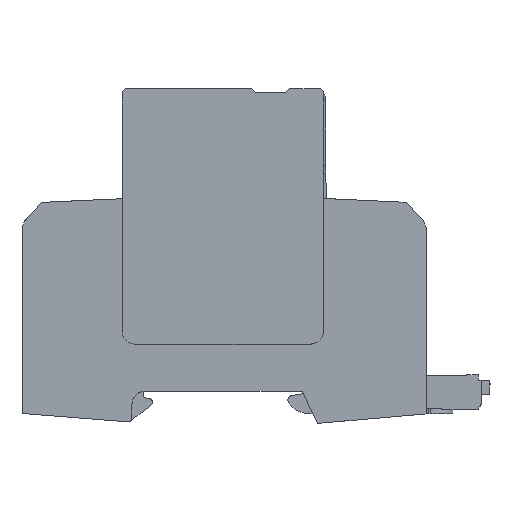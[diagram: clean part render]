
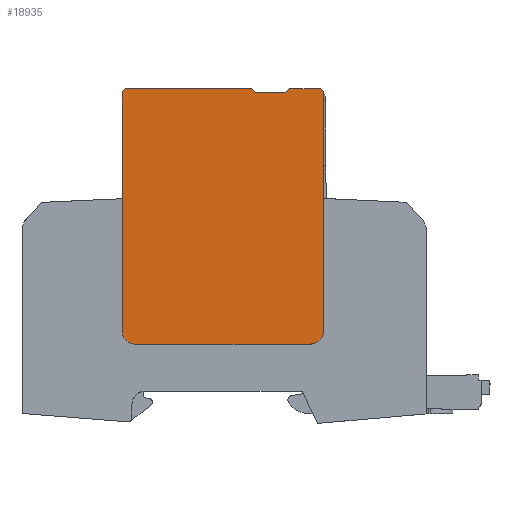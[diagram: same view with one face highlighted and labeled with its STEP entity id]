
A CAD part, left-side view. The second image highlights one B-rep face of the part: STEP entity #18935.
In plain terms, the highlighted planar face has unit normal (-1, 0, 0).
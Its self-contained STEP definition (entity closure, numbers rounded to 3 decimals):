
#18838=AXIS2_PLACEMENT_3D('Plane Axis2P3D',#18835,#18836,#18837) ;
#18653=CARTESIAN_POINT('Vertex',(0.,52.327,73.853)) ;
#18667=CARTESIAN_POINT('Vertex',(0.,53.227,74.753)) ;
#18670=CARTESIAN_POINT('Line Origine',(0.,52.777,74.303)) ;
#18808=CARTESIAN_POINT('Line Origine',(0.,81.752,74.378)) ;
#18812=CARTESIAN_POINT('Vertex',(0.,82.127,74.003)) ;
#18814=CARTESIAN_POINT('Vertex',(0.,81.377,74.753)) ;
#18835=CARTESIAN_POINT('Axis2P3D Location',(0.,81.127,17.703)) ;
#18841=CARTESIAN_POINT('Control Point',(0.,82.127,74.003)) ;
#18842=CARTESIAN_POINT('Control Point',(0.,82.127,63.343)) ;
#18843=CARTESIAN_POINT('Control Point',(0.,82.127,52.683)) ;
#18844=CARTESIAN_POINT('Control Point',(0.,82.127,42.023)) ;
#18845=CARTESIAN_POINT('Control Point',(0.,82.127,31.363)) ;
#18846=CARTESIAN_POINT('Control Point',(0.,82.127,20.703)) ;
#18847=CARTESIAN_POINT('Vertex',(0.,82.127,20.703)) ;
#18851=CARTESIAN_POINT('Control Point',(0.,82.127,20.703)) ;
#18852=CARTESIAN_POINT('Control Point',(0.,82.127,19.76)) ;
#18853=CARTESIAN_POINT('Control Point',(0.,81.758,18.817)) ;
#18854=CARTESIAN_POINT('Control Point',(0.,81.013,18.072)) ;
#18855=CARTESIAN_POINT('Control Point',(0.,80.07,17.703)) ;
#18856=CARTESIAN_POINT('Control Point',(0.,79.127,17.703)) ;
#18857=CARTESIAN_POINT('Vertex',(0.,79.127,17.703)) ;
#18861=CARTESIAN_POINT('Control Point',(0.,79.127,17.703)) ;
#18862=CARTESIAN_POINT('Control Point',(0.,71.327,17.703)) ;
#18863=CARTESIAN_POINT('Control Point',(0.,63.527,17.703)) ;
#18864=CARTESIAN_POINT('Control Point',(0.,55.727,17.703)) ;
#18865=CARTESIAN_POINT('Control Point',(0.,47.927,17.703)) ;
#18866=CARTESIAN_POINT('Control Point',(0.,40.127,17.703)) ;
#18867=CARTESIAN_POINT('Vertex',(0.,40.127,17.703)) ;
#18871=CARTESIAN_POINT('Control Point',(0.,40.127,17.703)) ;
#18872=CARTESIAN_POINT('Control Point',(0.,39.185,17.703)) ;
#18873=CARTESIAN_POINT('Control Point',(0.,38.241,18.072)) ;
#18874=CARTESIAN_POINT('Control Point',(0.,37.496,18.817)) ;
#18875=CARTESIAN_POINT('Control Point',(0.,37.127,19.76)) ;
#18876=CARTESIAN_POINT('Control Point',(0.,37.127,20.703)) ;
#18877=CARTESIAN_POINT('Vertex',(0.,37.127,20.703)) ;
#18881=CARTESIAN_POINT('Control Point',(0.,37.127,20.703)) ;
#18882=CARTESIAN_POINT('Control Point',(0.,37.127,31.363)) ;
#18883=CARTESIAN_POINT('Control Point',(0.,37.127,42.023)) ;
#18884=CARTESIAN_POINT('Control Point',(0.,37.127,52.683)) ;
#18885=CARTESIAN_POINT('Control Point',(0.,37.127,63.343)) ;
#18886=CARTESIAN_POINT('Control Point',(0.,37.127,74.003)) ;
#18887=CARTESIAN_POINT('Vertex',(0.,37.127,74.003)) ;
#18890=CARTESIAN_POINT('Line Origine',(0.,37.502,74.378)) ;
#18894=CARTESIAN_POINT('Vertex',(0.,37.877,74.753)) ;
#18897=CARTESIAN_POINT('Line Origine',(0.,41.302,74.753)) ;
#18901=CARTESIAN_POINT('Vertex',(0.,44.727,74.753)) ;
#18904=CARTESIAN_POINT('Line Origine',(0.,45.177,74.303)) ;
#18908=CARTESIAN_POINT('Vertex',(0.,45.627,73.853)) ;
#18911=CARTESIAN_POINT('Line Origine',(0.,48.977,73.853)) ;
#18916=CARTESIAN_POINT('Line Origine',(0.,67.302,74.753)) ;
#18671=DIRECTION('Vector Direction',(0.,0.707,0.707)) ;
#18809=DIRECTION('Vector Direction',(0.,-0.707,0.707)) ;
#18836=DIRECTION('Axis2P3D Direction',(-1.,0.,0.)) ;
#18837=DIRECTION('Axis2P3D XDirection',(0.,1.,0.)) ;
#18891=DIRECTION('Vector Direction',(0.,-0.707,-0.707)) ;
#18898=DIRECTION('Vector Direction',(0.,1.,0.)) ;
#18905=DIRECTION('Vector Direction',(0.,0.707,-0.707)) ;
#18912=DIRECTION('Vector Direction',(0.,1.,0.)) ;
#18917=DIRECTION('Vector Direction',(0.,1.,0.)) ;
#18672=VECTOR('Line Direction',#18671,1.) ;
#18810=VECTOR('Line Direction',#18809,1.) ;
#18892=VECTOR('Line Direction',#18891,1.) ;
#18899=VECTOR('Line Direction',#18898,1.) ;
#18906=VECTOR('Line Direction',#18905,1.) ;
#18913=VECTOR('Line Direction',#18912,1.) ;
#18918=VECTOR('Line Direction',#18917,1.) ;
#18922=ORIENTED_EDGE('',*,*,#18849,.T.) ;
#18923=ORIENTED_EDGE('',*,*,#18859,.T.) ;
#18924=ORIENTED_EDGE('',*,*,#18869,.T.) ;
#18925=ORIENTED_EDGE('',*,*,#18879,.T.) ;
#18926=ORIENTED_EDGE('',*,*,#18889,.T.) ;
#18927=ORIENTED_EDGE('',*,*,#18896,.F.) ;
#18928=ORIENTED_EDGE('',*,*,#18903,.T.) ;
#18929=ORIENTED_EDGE('',*,*,#18910,.T.) ;
#18930=ORIENTED_EDGE('',*,*,#18915,.T.) ;
#18931=ORIENTED_EDGE('',*,*,#18674,.T.) ;
#18932=ORIENTED_EDGE('',*,*,#18920,.T.) ;
#18933=ORIENTED_EDGE('',*,*,#18816,.F.) ;
#18935=ADVANCED_FACE('ABLEITER_1',(#18934),#18839,.T.) ;
#18840=B_SPLINE_CURVE_WITH_KNOTS('',5,(#18841,#18842,#18843,#18844,#18845,#18846),.UNSPECIFIED.,.F.,.U.,(6,6),(0.65,53.95),.UNSPECIFIED.) ;
#18850=B_SPLINE_CURVE_WITH_KNOTS('',5,(#18851,#18852,#18853,#18854,#18855,#18856),.UNSPECIFIED.,.F.,.U.,(6,6),(0.,4.965),.UNSPECIFIED.) ;
#18860=B_SPLINE_CURVE_WITH_KNOTS('',5,(#18861,#18862,#18863,#18864,#18865,#18866),.UNSPECIFIED.,.F.,.U.,(6,6),(0.,39.),.UNSPECIFIED.) ;
#18870=B_SPLINE_CURVE_WITH_KNOTS('',5,(#18871,#18872,#18873,#18874,#18875,#18876),.UNSPECIFIED.,.F.,.U.,(6,6),(0.,4.965),.UNSPECIFIED.) ;
#18880=B_SPLINE_CURVE_WITH_KNOTS('',5,(#18881,#18882,#18883,#18884,#18885,#18886),.UNSPECIFIED.,.F.,.U.,(6,6),(0.,53.3),.UNSPECIFIED.) ;
#18674=EDGE_CURVE('',#18654,#18668,#18673,.T.) ;
#18816=EDGE_CURVE('',#18813,#18815,#18811,.T.) ;
#18849=EDGE_CURVE('',#18813,#18848,#18840,.T.) ;
#18859=EDGE_CURVE('',#18848,#18858,#18850,.T.) ;
#18869=EDGE_CURVE('',#18858,#18868,#18860,.T.) ;
#18879=EDGE_CURVE('',#18868,#18878,#18870,.T.) ;
#18889=EDGE_CURVE('',#18878,#18888,#18880,.T.) ;
#18896=EDGE_CURVE('',#18895,#18888,#18893,.T.) ;
#18903=EDGE_CURVE('',#18895,#18902,#18900,.T.) ;
#18910=EDGE_CURVE('',#18902,#18909,#18907,.T.) ;
#18915=EDGE_CURVE('',#18909,#18654,#18914,.T.) ;
#18920=EDGE_CURVE('',#18668,#18815,#18919,.T.) ;
#18921=EDGE_LOOP('',(#18922,#18923,#18924,#18925,#18926,#18927,#18928,#18929,#18930,#18931,#18932,#18933)) ;
#18934=FACE_OUTER_BOUND('',#18921,.T.) ;
#18673=LINE('Line',#18670,#18672) ;
#18811=LINE('Line',#18808,#18810) ;
#18893=LINE('Line',#18890,#18892) ;
#18900=LINE('Line',#18897,#18899) ;
#18907=LINE('Line',#18904,#18906) ;
#18914=LINE('Line',#18911,#18913) ;
#18919=LINE('Line',#18916,#18918) ;
#18839=PLANE('',#18838) ;
#18654=VERTEX_POINT('',#18653) ;
#18668=VERTEX_POINT('',#18667) ;
#18813=VERTEX_POINT('',#18812) ;
#18815=VERTEX_POINT('',#18814) ;
#18848=VERTEX_POINT('',#18847) ;
#18858=VERTEX_POINT('',#18857) ;
#18868=VERTEX_POINT('',#18867) ;
#18878=VERTEX_POINT('',#18877) ;
#18888=VERTEX_POINT('',#18887) ;
#18895=VERTEX_POINT('',#18894) ;
#18902=VERTEX_POINT('',#18901) ;
#18909=VERTEX_POINT('',#18908) ;
